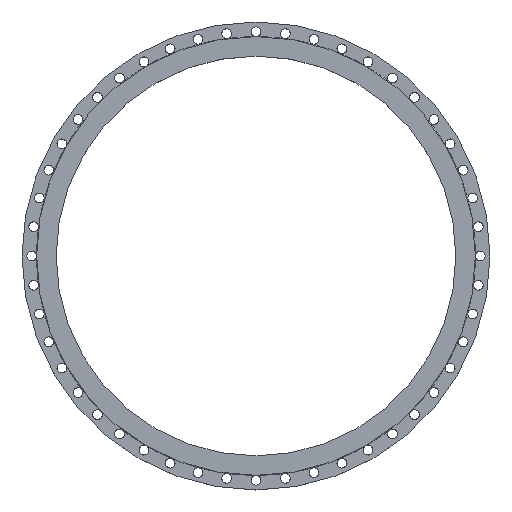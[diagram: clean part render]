
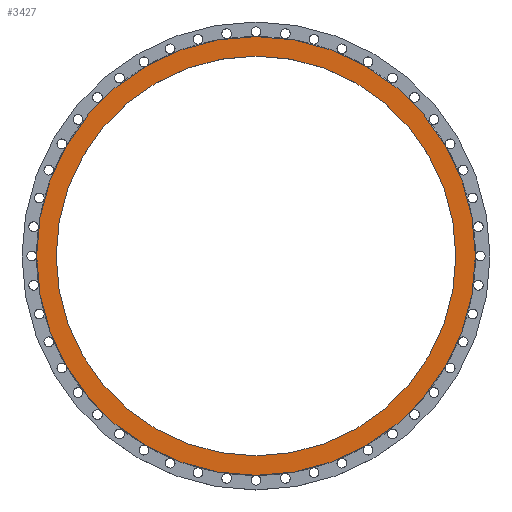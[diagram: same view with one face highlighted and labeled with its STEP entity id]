
A CAD part, top view. The second image highlights one B-rep face of the part: STEP entity #3427.
In plain terms, the highlighted planar face has unit normal (0, 0, 1).
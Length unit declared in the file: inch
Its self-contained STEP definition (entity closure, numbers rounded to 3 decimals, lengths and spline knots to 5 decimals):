
#53 = FACE_OUTER_BOUND ( 'NONE', #4262, .T. ) ;
#244 = DIRECTION ( 'NONE',  ( 1., 0., 0. ) ) ;
#322 = CARTESIAN_POINT ( 'NONE',  ( -15.375, 0., 0. ) ) ;
#440 = FACE_BOUND ( 'NONE', #3675, .T. ) ;
#559 = DIRECTION ( 'NONE',  ( 0., 0., 1. ) ) ;
#638 = ORIENTED_EDGE ( 'NONE', *, *, #2733, .T. ) ;
#652 = CARTESIAN_POINT ( 'NONE',  ( 16.875, 0., 0. ) ) ;
#720 = DIRECTION ( 'NONE',  ( 1., 0., 0. ) ) ;
#732 = AXIS2_PLACEMENT_3D ( 'NONE', #3458, #4204, #4508 ) ;
#995 = DIRECTION ( 'NONE',  ( 1., 0., 0. ) ) ;
#1062 = CARTESIAN_POINT ( 'NONE',  ( 0., 0., 0. ) ) ;
#1241 = CARTESIAN_POINT ( 'NONE',  ( 15.375, 0., 0. ) ) ;
#1282 = AXIS2_PLACEMENT_3D ( 'NONE', #2102, #559, #244 ) ;
#1365 = VERTEX_POINT ( 'NONE', #1241 ) ;
#1545 = PLANE ( 'NONE',  #732 ) ;
#1908 = AXIS2_PLACEMENT_3D ( 'NONE', #4666, #4317, #995 ) ;
#1959 = DIRECTION ( 'NONE',  ( 1., 0., 0. ) ) ;
#1986 = DIRECTION ( 'NONE',  ( 0., 0., 1. ) ) ;
#2102 = CARTESIAN_POINT ( 'NONE',  ( 0., 0., 0. ) ) ;
#2211 = EDGE_CURVE ( 'NONE', #3655, #4219, #4062, .T. ) ;
#2608 = DIRECTION ( 'NONE',  ( 0., 0., 1. ) ) ;
#2701 = ORIENTED_EDGE ( 'NONE', *, *, #2211, .T. ) ;
#2707 = VERTEX_POINT ( 'NONE', #322 ) ;
#2733 = EDGE_CURVE ( 'NONE', #4219, #3655, #3454, .T. ) ;
#2933 = ORIENTED_EDGE ( 'NONE', *, *, #4047, .F. ) ;
#3112 = EDGE_CURVE ( 'NONE', #2707, #1365, #3457, .T. ) ;
#3203 = AXIS2_PLACEMENT_3D ( 'NONE', #4188, #1986, #1959 ) ;
#3427 = ADVANCED_FACE ( 'NONE', ( #440, #53 ), #1545, .F. ) ;
#3454 = CIRCLE ( 'NONE', #4603, 16.875 ) ;
#3457 = CIRCLE ( 'NONE', #1282, 15.375 ) ;
#3458 = CARTESIAN_POINT ( 'NONE',  ( 0., 15.375, 0. ) ) ;
#3655 = VERTEX_POINT ( 'NONE', #4057 ) ;
#3675 = EDGE_LOOP ( 'NONE', ( #2933, #4205 ) ) ;
#4047 = EDGE_CURVE ( 'NONE', #1365, #2707, #4454, .T. ) ;
#4057 = CARTESIAN_POINT ( 'NONE',  ( -16.875, 0., 0. ) ) ;
#4062 = CIRCLE ( 'NONE', #3203, 16.875 ) ;
#4188 = CARTESIAN_POINT ( 'NONE',  ( 0., 0., 0. ) ) ;
#4204 = DIRECTION ( 'NONE',  ( 0., 0., -1. ) ) ;
#4205 = ORIENTED_EDGE ( 'NONE', *, *, #3112, .F. ) ;
#4219 = VERTEX_POINT ( 'NONE', #652 ) ;
#4262 = EDGE_LOOP ( 'NONE', ( #638, #2701 ) ) ;
#4317 = DIRECTION ( 'NONE',  ( 0., 0., 1. ) ) ;
#4454 = CIRCLE ( 'NONE', #1908, 15.375 ) ;
#4508 = DIRECTION ( 'NONE',  ( -1., 0., 0. ) ) ;
#4603 = AXIS2_PLACEMENT_3D ( 'NONE', #1062, #2608, #720 ) ;
#4666 = CARTESIAN_POINT ( 'NONE',  ( 0., 0., 0. ) ) ;
